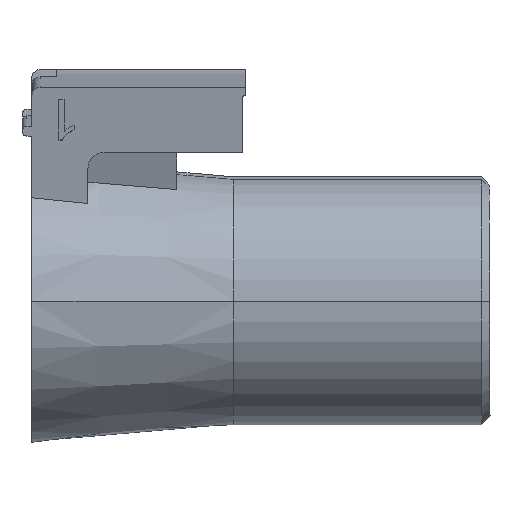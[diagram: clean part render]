
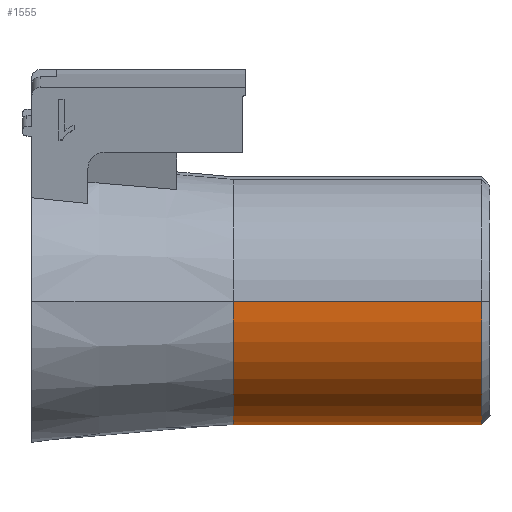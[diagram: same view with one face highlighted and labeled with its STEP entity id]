
A CAD part, front view. The second image highlights one B-rep face of the part: STEP entity #1555.
In plain terms, the highlighted cylindrical face has radius 7.5 mm (diameter 15 mm), a partial arc.
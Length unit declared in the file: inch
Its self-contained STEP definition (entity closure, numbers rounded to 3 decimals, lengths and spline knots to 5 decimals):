
#201 = EDGE_CURVE ( 'NONE', #3095, #471, #3063, .T. ) ;
#422 = EDGE_CURVE ( 'NONE', #471, #1536, #2584, .T. ) ;
#471 = VERTEX_POINT ( 'NONE', #1636 ) ;
#486 = DIRECTION ( 'NONE',  ( 1., 0., 0. ) ) ;
#488 = EDGE_LOOP ( 'NONE', ( #2585, #636, #1855, #3372 ) ) ;
#515 = DIRECTION ( 'NONE',  ( 0., -1., 0. ) ) ;
#617 = CARTESIAN_POINT ( 'NONE',  ( 1.04331, -0.31852, -0.00203 ) ) ;
#636 = ORIENTED_EDGE ( 'NONE', *, *, #1915, .T. ) ;
#744 = DIRECTION ( 'NONE',  ( 0., -1., 0. ) ) ;
#754 = CARTESIAN_POINT ( 'NONE',  ( 0.7565, 0.01409, -0.29494 ) ) ;
#867 = AXIS2_PLACEMENT_3D ( 'NONE', #2873, #3100, #515 ) ;
#946 = CARTESIAN_POINT ( 'NONE',  ( 0.7565, -0.31852, -0.00203 ) ) ;
#996 = VECTOR ( 'NONE', #2779, 39.37008 ) ;
#1108 = CYLINDRICAL_SURFACE ( 'NONE', #867, 0.29528 ) ;
#1210 = VERTEX_POINT ( 'NONE', #617 ) ;
#1446 = DIRECTION ( 'NONE',  ( 1., 0., 0. ) ) ;
#1536 = VERTEX_POINT ( 'NONE', #3491 ) ;
#1555 = ADVANCED_FACE ( 'NONE', ( #2592 ), #1108, .T. ) ;
#1636 = CARTESIAN_POINT ( 'NONE',  ( 0.45, 0.01409, -0.29494 ) ) ;
#1855 = ORIENTED_EDGE ( 'NONE', *, *, #201, .T. ) ;
#1915 = EDGE_CURVE ( 'NONE', #1210, #3095, #3607, .T. ) ;
#2097 = VECTOR ( 'NONE', #486, 39.37008 ) ;
#2106 = EDGE_CURVE ( 'NONE', #1536, #1210, #2471, .T. ) ;
#2337 = DIRECTION ( 'NONE',  ( 0., -1., 0. ) ) ;
#2471 = CIRCLE ( 'NONE', #3630, 0.29528 ) ;
#2584 = LINE ( 'NONE', #754, #2097 ) ;
#2585 = ORIENTED_EDGE ( 'NONE', *, *, #2106, .T. ) ;
#2592 = FACE_OUTER_BOUND ( 'NONE', #488, .T. ) ;
#2779 = DIRECTION ( 'NONE',  ( -1., 0., 0. ) ) ;
#2873 = CARTESIAN_POINT ( 'NONE',  ( 0.7565, -0.02324, -0.00203 ) ) ;
#2889 = AXIS2_PLACEMENT_3D ( 'NONE', #3231, #1446, #2337 ) ;
#3063 = CIRCLE ( 'NONE', #2889, 0.29528 ) ;
#3095 = VERTEX_POINT ( 'NONE', #3366 ) ;
#3100 = DIRECTION ( 'NONE',  ( -1., 0., 0. ) ) ;
#3231 = CARTESIAN_POINT ( 'NONE',  ( 0.45, -0.02324, -0.00203 ) ) ;
#3366 = CARTESIAN_POINT ( 'NONE',  ( 0.45, -0.31852, -0.00203 ) ) ;
#3372 = ORIENTED_EDGE ( 'NONE', *, *, #422, .T. ) ;
#3393 = DIRECTION ( 'NONE',  ( -1., 0., 0. ) ) ;
#3491 = CARTESIAN_POINT ( 'NONE',  ( 1.04331, 0.01409, -0.29494 ) ) ;
#3607 = LINE ( 'NONE', #946, #996 ) ;
#3630 = AXIS2_PLACEMENT_3D ( 'NONE', #3720, #3393, #744 ) ;
#3720 = CARTESIAN_POINT ( 'NONE',  ( 1.04331, -0.02324, -0.00203 ) ) ;
